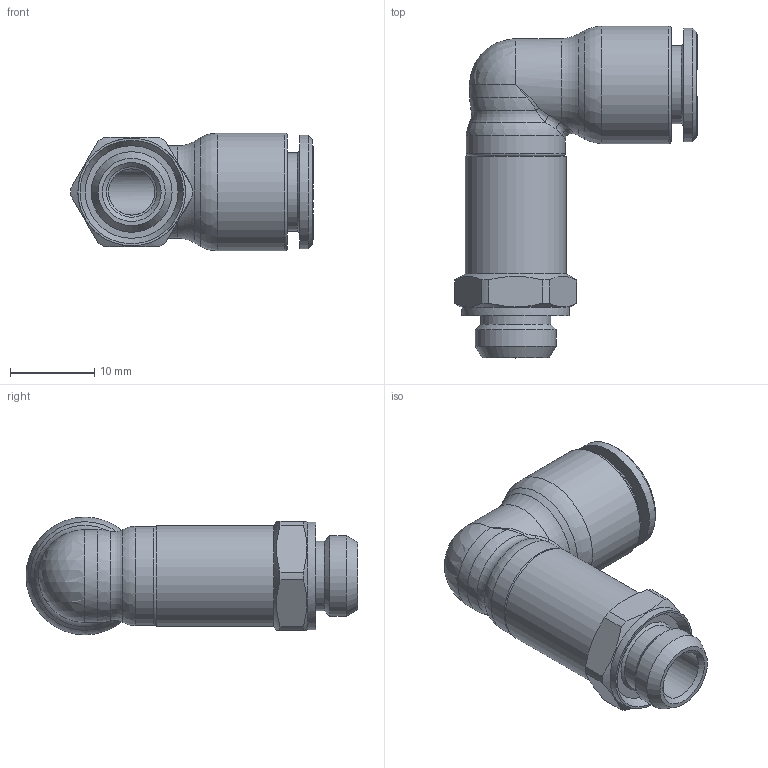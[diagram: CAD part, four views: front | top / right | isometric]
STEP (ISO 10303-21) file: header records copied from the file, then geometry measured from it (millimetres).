
FILE_DESCRIPTION(/* description */ ('STEP AP214'),/* implementation_level */ '2;1');
FILE_NAME(/* name */ 'B0090041',/* time_stamp */ '2023-03-30T08:46:06+02:00',/* author */ ('License CC BY-ND 4.0'),/* organization */ ('CADENAS'),/* preprocessor_version */ 'ST-DEVELOPER v19.3',/* originating_system */ 'PARTsolutions',/* authorisation */ ' ');
FILE_SCHEMA (('MODEL_BASED_INTEGRATED_MANUFACTURING_SCHEMA','AUTOMOTIVE_DESIGN {1 0 10303 214 3 1 1}'));
Length unit declared in the file: millimetre
Products named in the file (1): B0090041
Bounding box: 28.85 x 39.5 x 14 mm (x, y, z)
Volume: 4187.5 mm3; surface area: 3582.5 mm2
Topology: 1 solids, 1 shells, 224 faces, 570 edges, 370 vertices
Faces by surface type: plane 105, bspline 79, cylinder 20, cone 12, torus 7, sphere 1
Full cylindrical faces by diameter (mm): 5.5 x2, 6 x1, 8.15 x1, 8.3 x1, 9.3 x1, 9.6 x1, 11.8 x1, 12 x1, 12.8 x1, 13.5 x1, 14 x1
Entity records: 12029 total; most frequent: CARTESIAN_POINT 5750, ORIENTED_EDGE 1056, DIRECTION 711, EDGE_CURVE 528, VERTEX_POINT 360, LINE 293, VECTOR 293, EDGE_LOOP 280
